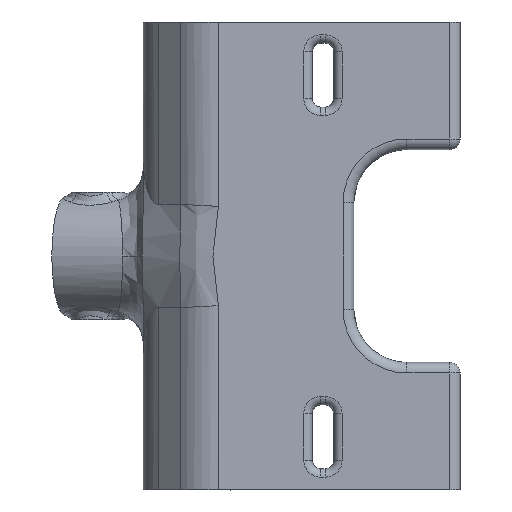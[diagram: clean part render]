
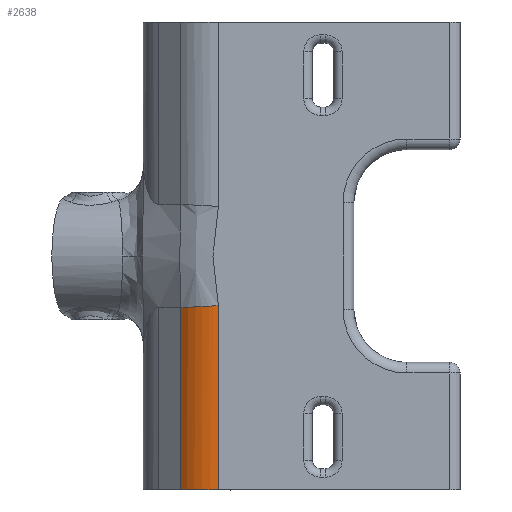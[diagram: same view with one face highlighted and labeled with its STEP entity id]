
A CAD part, front view. The second image highlights one B-rep face of the part: STEP entity #2638.
In plain terms, the highlighted cylindrical face has radius 5 mm (diameter 10 mm), a partial arc.
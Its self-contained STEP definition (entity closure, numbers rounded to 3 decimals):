
#201 = ORIENTED_EDGE ( 'NONE', *, *, #8254, .F. ) ;
#287 = DIRECTION ( 'NONE',  ( -1., 0., 0. ) ) ;
#312 = CARTESIAN_POINT ( 'NONE',  ( 7.071, 5., -22. ) ) ;
#335 = CARTESIAN_POINT ( 'NONE',  ( 7.071, 0., -4.67 ) ) ;
#340 = ORIENTED_EDGE ( 'NONE', *, *, #2261, .F. ) ;
#536 = EDGE_CURVE ( 'NONE', #8803, #7793, #7097, .T. ) ;
#631 = CARTESIAN_POINT ( 'NONE',  ( 5.772, 0.161, -4.736 ) ) ;
#1064 = DIRECTION ( 'NONE',  ( 0., 0., -1. ) ) ;
#1307 = CYLINDRICAL_SURFACE ( 'NONE', #6558, 5. ) ;
#1660 = ORIENTED_EDGE ( 'NONE', *, *, #5699, .F. ) ;
#2261 = EDGE_CURVE ( 'NONE', #7793, #5853, #3466, .T. ) ;
#2420 = CARTESIAN_POINT ( 'NONE',  ( 4.543, 0.636, -4.799 ) ) ;
#2638 = ADVANCED_FACE ( 'NONE', ( #4056 ), #1307, .T. ) ;
#2679 = VECTOR ( 'NONE', #11416, 1000. ) ;
#3375 = CARTESIAN_POINT ( 'NONE',  ( 5.459, 0.255, -4.752 ) ) ;
#3466 = B_SPLINE_CURVE_WITH_KNOTS ( 'NONE', 3,
 ( #4214, #6019, #2420, #3375, #631, #4101, #4933, #5833, #10616, #7924 ),
 .UNSPECIFIED., .F., .F.,
 ( 4, 2, 2, 2, 4 ),
 ( 0., 0.002, 0.003, 0.003, 0.004 ),
 .UNSPECIFIED. ) ;
#4056 = FACE_OUTER_BOUND ( 'NONE', #7762, .T. ) ;
#4096 = ORIENTED_EDGE ( 'NONE', *, *, #536, .F. ) ;
#4101 = CARTESIAN_POINT ( 'NONE',  ( 6.252, 0.065, -4.712 ) ) ;
#4214 = CARTESIAN_POINT ( 'NONE',  ( 3.536, 1.464, -4.85 ) ) ;
#4405 = LINE ( 'NONE', #6038, #2679 ) ;
#4933 = CARTESIAN_POINT ( 'NONE',  ( 6.414, 0.041, -4.703 ) ) ;
#5699 = EDGE_CURVE ( 'NONE', #5853, #8215, #4405, .T. ) ;
#5817 = DIRECTION ( 'NONE',  ( 0., 0., -1. ) ) ;
#5833 = CARTESIAN_POINT ( 'NONE',  ( 6.741, 0.008, -4.687 ) ) ;
#5853 = VERTEX_POINT ( 'NONE', #335 ) ;
#6019 = CARTESIAN_POINT ( 'NONE',  ( 4.004, 0.996, -4.826 ) ) ;
#6038 = CARTESIAN_POINT ( 'NONE',  ( 7.071, 0., -22. ) ) ;
#6159 = AXIS2_PLACEMENT_3D ( 'NONE', #312, #5817, #7603 ) ;
#6558 = AXIS2_PLACEMENT_3D ( 'NONE', #11353, #1064, #287 ) ;
#7097 = LINE ( 'NONE', #8831, #10834 ) ;
#7603 = DIRECTION ( 'NONE',  ( -1., 0., 0. ) ) ;
#7762 = EDGE_LOOP ( 'NONE', ( #201, #1660, #340, #4096 ) ) ;
#7793 = VERTEX_POINT ( 'NONE', #10582 ) ;
#7924 = CARTESIAN_POINT ( 'NONE',  ( 7.071, 0., -4.67 ) ) ;
#7935 = DIRECTION ( 'NONE',  ( 0., 0., 1. ) ) ;
#8215 = VERTEX_POINT ( 'NONE', #11195 ) ;
#8254 = EDGE_CURVE ( 'NONE', #8215, #8803, #11309, .T. ) ;
#8803 = VERTEX_POINT ( 'NONE', #11456 ) ;
#8831 = CARTESIAN_POINT ( 'NONE',  ( 3.536, 1.464, -4.85 ) ) ;
#10582 = CARTESIAN_POINT ( 'NONE',  ( 3.536, 1.464, -4.85 ) ) ;
#10616 = CARTESIAN_POINT ( 'NONE',  ( 6.909, 0., -4.678 ) ) ;
#10834 = VECTOR ( 'NONE', #7935, 1000. ) ;
#11195 = CARTESIAN_POINT ( 'NONE',  ( 7.071, 0., -22. ) ) ;
#11309 = CIRCLE ( 'NONE', #6159, 5. ) ;
#11353 = CARTESIAN_POINT ( 'NONE',  ( 7.071, 5., 22. ) ) ;
#11416 = DIRECTION ( 'NONE',  ( 0., 0., -1. ) ) ;
#11456 = CARTESIAN_POINT ( 'NONE',  ( 3.536, 1.464, -22. ) ) ;
